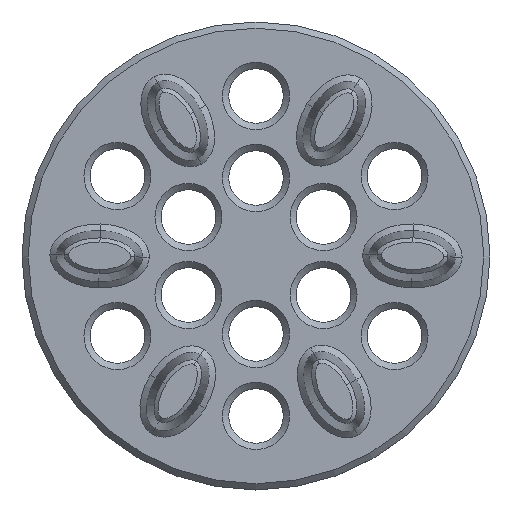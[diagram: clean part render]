
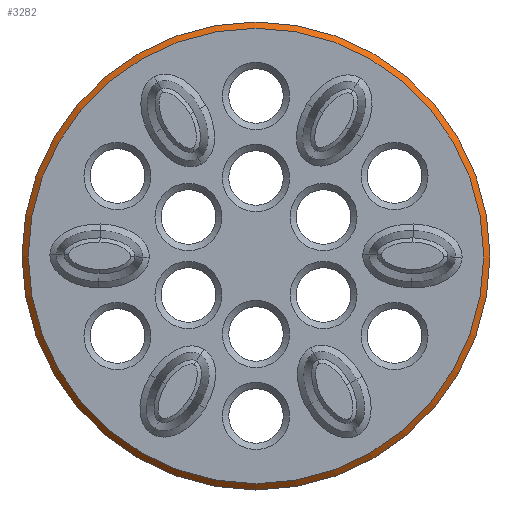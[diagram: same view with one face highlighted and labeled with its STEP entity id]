
A CAD part, top view. The second image highlights one B-rep face of the part: STEP entity #3282.
In plain terms, the highlighted conical face has half-angle 45 degrees and reference radius 30 mm.
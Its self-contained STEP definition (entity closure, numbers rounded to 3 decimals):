
#790 = PLANE('',#791);
#791 = AXIS2_PLACEMENT_3D('',#792,#793,#794);
#792 = CARTESIAN_POINT('',(0.,0.,2.5));
#793 = DIRECTION('',(0.,0.,1.));
#794 = DIRECTION('',(1.,0.,0.));
#1494 = EDGE_CURVE('',#1495,#1495,#1497,.T.);
#1495 = VERTEX_POINT('',#1496);
#1496 = CARTESIAN_POINT('',(29.2,0.,2.5));
#1497 = SURFACE_CURVE('',#1498,(#1503,#1510),.PCURVE_S1.);
#1498 = CIRCLE('',#1499,29.2);
#1499 = AXIS2_PLACEMENT_3D('',#1500,#1501,#1502);
#1500 = CARTESIAN_POINT('',(0.,0.,2.5));
#1501 = DIRECTION('',(0.,0.,1.));
#1502 = DIRECTION('',(1.,0.,0.));
#1503 = PCURVE('',#790,#1504);
#1504 = DEFINITIONAL_REPRESENTATION('',(#1505),#1509);
#1505 = CIRCLE('',#1506,29.2);
#1506 = AXIS2_PLACEMENT_2D('',#1507,#1508);
#1507 = CARTESIAN_POINT('',(0.,0.));
#1508 = DIRECTION('',(1.,0.));
#1509 = ( GEOMETRIC_REPRESENTATION_CONTEXT(2) 
PARAMETRIC_REPRESENTATION_CONTEXT() REPRESENTATION_CONTEXT('2D SPACE',''
  ) );
#1510 = PCURVE('',#1511,#1516);
#1511 = CONICAL_SURFACE('',#1512,30.,0.785);
#1512 = AXIS2_PLACEMENT_3D('',#1513,#1514,#1515);
#1513 = CARTESIAN_POINT('',(0.,0.,1.7));
#1514 = DIRECTION('',(-0.,-0.,-1.));
#1515 = DIRECTION('',(1.,0.,0.));
#1516 = DEFINITIONAL_REPRESENTATION('',(#1517),#1521);
#1517 = LINE('',#1518,#1519);
#1518 = CARTESIAN_POINT('',(-0.,-0.8));
#1519 = VECTOR('',#1520,1.);
#1520 = DIRECTION('',(-1.,-0.));
#1521 = ( GEOMETRIC_REPRESENTATION_CONTEXT(2) 
PARAMETRIC_REPRESENTATION_CONTEXT() REPRESENTATION_CONTEXT('2D SPACE',''
  ) );
#3282 = ADVANCED_FACE('',(#3283),#1511,.T.);
#3283 = FACE_BOUND('',#3284,.T.);
#3284 = EDGE_LOOP('',(#3285,#3308,#3335,#3336));
#3285 = ORIENTED_EDGE('',*,*,#3286,.F.);
#3286 = EDGE_CURVE('',#3287,#1495,#3289,.T.);
#3287 = VERTEX_POINT('',#3288);
#3288 = CARTESIAN_POINT('',(30.,0.,1.7));
#3289 = SEAM_CURVE('',#3290,(#3294,#3301),.PCURVE_S1.);
#3290 = LINE('',#3291,#3292);
#3291 = CARTESIAN_POINT('',(30.,0.,1.7));
#3292 = VECTOR('',#3293,1.);
#3293 = DIRECTION('',(-0.707,0.,0.707));
#3294 = PCURVE('',#1511,#3295);
#3295 = DEFINITIONAL_REPRESENTATION('',(#3296),#3300);
#3296 = LINE('',#3297,#3298);
#3297 = CARTESIAN_POINT('',(-0.,-0.));
#3298 = VECTOR('',#3299,1.);
#3299 = DIRECTION('',(-0.,-1.));
#3300 = ( GEOMETRIC_REPRESENTATION_CONTEXT(2) 
PARAMETRIC_REPRESENTATION_CONTEXT() REPRESENTATION_CONTEXT('2D SPACE',''
  ) );
#3301 = PCURVE('',#1511,#3302);
#3302 = DEFINITIONAL_REPRESENTATION('',(#3303),#3307);
#3303 = LINE('',#3304,#3305);
#3304 = CARTESIAN_POINT('',(-6.283,-0.));
#3305 = VECTOR('',#3306,1.);
#3306 = DIRECTION('',(-0.,-1.));
#3307 = ( GEOMETRIC_REPRESENTATION_CONTEXT(2) 
PARAMETRIC_REPRESENTATION_CONTEXT() REPRESENTATION_CONTEXT('2D SPACE',''
  ) );
#3308 = ORIENTED_EDGE('',*,*,#3309,.T.);
#3309 = EDGE_CURVE('',#3287,#3287,#3310,.T.);
#3310 = SURFACE_CURVE('',#3311,(#3316,#3323),.PCURVE_S1.);
#3311 = CIRCLE('',#3312,30.);
#3312 = AXIS2_PLACEMENT_3D('',#3313,#3314,#3315);
#3313 = CARTESIAN_POINT('',(0.,0.,1.7));
#3314 = DIRECTION('',(0.,0.,1.));
#3315 = DIRECTION('',(1.,0.,0.));
#3316 = PCURVE('',#1511,#3317);
#3317 = DEFINITIONAL_REPRESENTATION('',(#3318),#3322);
#3318 = LINE('',#3319,#3320);
#3319 = CARTESIAN_POINT('',(-0.,-0.));
#3320 = VECTOR('',#3321,1.);
#3321 = DIRECTION('',(-1.,-0.));
#3322 = ( GEOMETRIC_REPRESENTATION_CONTEXT(2) 
PARAMETRIC_REPRESENTATION_CONTEXT() REPRESENTATION_CONTEXT('2D SPACE',''
  ) );
#3323 = PCURVE('',#3324,#3329);
#3324 = CYLINDRICAL_SURFACE('',#3325,30.);
#3325 = AXIS2_PLACEMENT_3D('',#3326,#3327,#3328);
#3326 = CARTESIAN_POINT('',(0.,0.,0.));
#3327 = DIRECTION('',(-0.,-0.,-1.));
#3328 = DIRECTION('',(1.,0.,0.));
#3329 = DEFINITIONAL_REPRESENTATION('',(#3330),#3334);
#3330 = LINE('',#3331,#3332);
#3331 = CARTESIAN_POINT('',(-0.,-1.7));
#3332 = VECTOR('',#3333,1.);
#3333 = DIRECTION('',(-1.,0.));
#3334 = ( GEOMETRIC_REPRESENTATION_CONTEXT(2) 
PARAMETRIC_REPRESENTATION_CONTEXT() REPRESENTATION_CONTEXT('2D SPACE',''
  ) );
#3335 = ORIENTED_EDGE('',*,*,#3286,.T.);
#3336 = ORIENTED_EDGE('',*,*,#1494,.F.);
